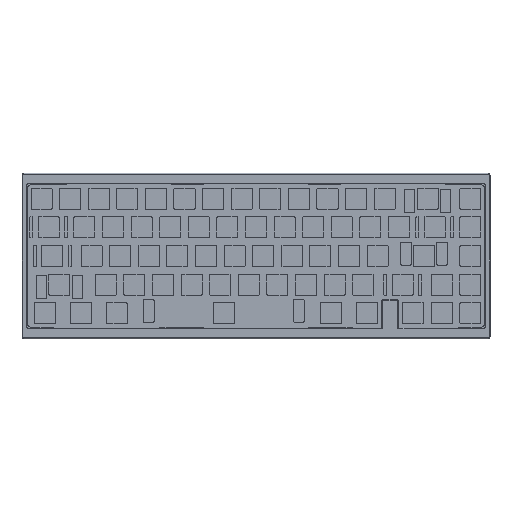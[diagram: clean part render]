
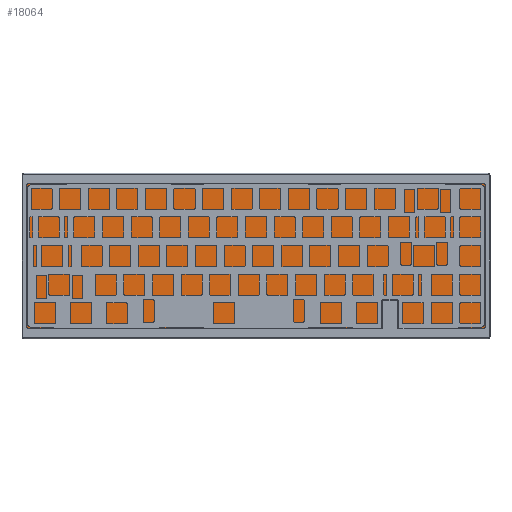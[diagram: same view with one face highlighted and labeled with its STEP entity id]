
A CAD part, top view. The second image highlights one B-rep face of the part: STEP entity #18064.
In plain terms, the highlighted planar face has unit normal (0, 0, 1).
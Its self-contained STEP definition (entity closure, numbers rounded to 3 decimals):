
#280=PLANE('',#19063);
#751=FACE_OUTER_BOUND('',#1706,.T.);
#1706=EDGE_LOOP('',(#12067,#12068,#12069,#12070,#12071,#12072,#12073,#12074,
#12075,#12076,#12077,#12078,#12079,#12080));
#2866=LINE('',#26615,#4690);
#2870=LINE('',#26629,#4694);
#2871=LINE('',#26633,#4695);
#2872=LINE('',#26637,#4696);
#2873=LINE('',#26641,#4697);
#2874=LINE('',#26645,#4698);
#4690=VECTOR('',#20977,10.);
#4694=VECTOR('',#20991,10.);
#4695=VECTOR('',#20994,10.);
#4696=VECTOR('',#20997,10.);
#4697=VECTOR('',#21000,10.);
#4698=VECTOR('',#21003,10.);
#6512=CIRCLE('',#19057,1.);
#6514=CIRCLE('',#19061,1.);
#6516=CIRCLE('',#19064,1.);
#6517=CIRCLE('',#19065,1.75);
#6518=CIRCLE('',#19066,1.75);
#6519=CIRCLE('',#19067,1.75);
#6520=CIRCLE('',#19068,1.75);
#6521=CIRCLE('',#19069,1.);
#7444=VERTEX_POINT('',#26605);
#7445=VERTEX_POINT('',#26606);
#7448=VERTEX_POINT('',#26614);
#7450=VERTEX_POINT('',#26620);
#7452=VERTEX_POINT('',#26626);
#7453=VERTEX_POINT('',#26628);
#7454=VERTEX_POINT('',#26630);
#7455=VERTEX_POINT('',#26632);
#7456=VERTEX_POINT('',#26634);
#7457=VERTEX_POINT('',#26636);
#7458=VERTEX_POINT('',#26638);
#7459=VERTEX_POINT('',#26640);
#7460=VERTEX_POINT('',#26642);
#7461=VERTEX_POINT('',#26644);
#9285=EDGE_CURVE('',#7444,#7445,#6512,.T.);
#9289=EDGE_CURVE('',#7448,#7444,#2866,.T.);
#9292=EDGE_CURVE('',#7450,#7448,#6514,.T.);
#9295=EDGE_CURVE('',#7452,#7445,#6516,.F.);
#9296=EDGE_CURVE('',#7453,#7452,#2870,.T.);
#9297=EDGE_CURVE('',#7453,#7454,#6517,.T.);
#9298=EDGE_CURVE('',#7455,#7454,#2871,.T.);
#9299=EDGE_CURVE('',#7455,#7456,#6518,.T.);
#9300=EDGE_CURVE('',#7457,#7456,#2872,.T.);
#9301=EDGE_CURVE('',#7457,#7458,#6519,.T.);
#9302=EDGE_CURVE('',#7459,#7458,#2873,.T.);
#9303=EDGE_CURVE('',#7459,#7460,#6520,.T.);
#9304=EDGE_CURVE('',#7461,#7460,#2874,.T.);
#9305=EDGE_CURVE('',#7450,#7461,#6521,.F.);
#12067=ORIENTED_EDGE('',*,*,#9292,.T.);
#12068=ORIENTED_EDGE('',*,*,#9289,.T.);
#12069=ORIENTED_EDGE('',*,*,#9285,.T.);
#12070=ORIENTED_EDGE('',*,*,#9295,.F.);
#12071=ORIENTED_EDGE('',*,*,#9296,.F.);
#12072=ORIENTED_EDGE('',*,*,#9297,.T.);
#12073=ORIENTED_EDGE('',*,*,#9298,.F.);
#12074=ORIENTED_EDGE('',*,*,#9299,.T.);
#12075=ORIENTED_EDGE('',*,*,#9300,.F.);
#12076=ORIENTED_EDGE('',*,*,#9301,.T.);
#12077=ORIENTED_EDGE('',*,*,#9302,.F.);
#12078=ORIENTED_EDGE('',*,*,#9303,.T.);
#12079=ORIENTED_EDGE('',*,*,#9304,.F.);
#12080=ORIENTED_EDGE('',*,*,#9305,.F.);
#18064=ADVANCED_FACE('',(#751),#280,.T.);
#19057=AXIS2_PLACEMENT_3D('',#26607,#20969,#20970);
#19061=AXIS2_PLACEMENT_3D('',#26621,#20982,#20983);
#19063=AXIS2_PLACEMENT_3D('',#26625,#20987,#20988);
#19064=AXIS2_PLACEMENT_3D('',#26627,#20989,#20990);
#19065=AXIS2_PLACEMENT_3D('',#26631,#20992,#20993);
#19066=AXIS2_PLACEMENT_3D('',#26635,#20995,#20996);
#19067=AXIS2_PLACEMENT_3D('',#26639,#20998,#20999);
#19068=AXIS2_PLACEMENT_3D('',#26643,#21001,#21002);
#19069=AXIS2_PLACEMENT_3D('',#26646,#21004,#21005);
#20969=DIRECTION('center_axis',(0.,0.,-1.));
#20970=DIRECTION('ref_axis',(-1.,0.,0.));
#20977=DIRECTION('',(-1.,0.,0.));
#20982=DIRECTION('center_axis',(0.,0.,-1.));
#20983=DIRECTION('ref_axis',(0.,-1.,0.));
#20987=DIRECTION('center_axis',(0.,0.,1.));
#20988=DIRECTION('ref_axis',(1.,0.,0.));
#20989=DIRECTION('center_axis',(0.,0.,-1.));
#20990=DIRECTION('ref_axis',(0.707,-0.707,0.));
#20991=DIRECTION('',(1.,0.,0.));
#20992=DIRECTION('center_axis',(0.,0.,1.));
#20993=DIRECTION('ref_axis',(-0.707,0.707,0.));
#20994=DIRECTION('',(0.,1.,0.));
#20995=DIRECTION('center_axis',(0.,0.,1.));
#20996=DIRECTION('ref_axis',(-0.707,-0.707,0.));
#20997=DIRECTION('',(-1.,0.,0.));
#20998=DIRECTION('center_axis',(0.,0.,1.));
#20999=DIRECTION('ref_axis',(0.707,-0.707,0.));
#21000=DIRECTION('',(0.,-1.,0.));
#21001=DIRECTION('center_axis',(0.,0.,1.));
#21002=DIRECTION('ref_axis',(0.707,0.707,0.));
#21003=DIRECTION('',(1.,0.,0.));
#21004=DIRECTION('center_axis',(0.,0.,-1.));
#21005=DIRECTION('ref_axis',(-0.707,-0.707,0.));
#26605=CARTESIAN_POINT('',(14.391,0.475,-9.6));
#26606=CARTESIAN_POINT('',(13.391,1.475,-9.6));
#26607=CARTESIAN_POINT('Origin',(14.391,1.475,-9.6));
#26614=CARTESIAN_POINT('',(23.709,0.475,-9.6));
#26615=CARTESIAN_POINT('',(88.055,0.475,-9.6));
#26620=CARTESIAN_POINT('',(24.709,1.475,-9.6));
#26621=CARTESIAN_POINT('Origin',(23.709,1.475,-9.6));
#26625=CARTESIAN_POINT('Origin',(152.4,-47.625,-9.6));
#26626=CARTESIAN_POINT('',(12.391,0.475,-9.6));
#26627=CARTESIAN_POINT('Origin',(12.391,1.475,-9.6));
#26628=CARTESIAN_POINT('',(1.275,0.475,-9.6));
#26629=CARTESIAN_POINT('',(286.275,0.475,-9.6));
#26630=CARTESIAN_POINT('',(-0.475,-1.275,-9.6));
#26631=CARTESIAN_POINT('Origin',(1.275,-1.275,-9.6));
#26632=CARTESIAN_POINT('',(-0.475,-93.975,-9.6));
#26633=CARTESIAN_POINT('',(-0.475,0.475,-9.6));
#26634=CARTESIAN_POINT('',(1.275,-95.725,-9.6));
#26635=CARTESIAN_POINT('Origin',(1.275,-93.975,-9.6));
#26636=CARTESIAN_POINT('',(303.525,-95.725,-9.6));
#26637=CARTESIAN_POINT('',(-0.475,-95.725,-9.6));
#26638=CARTESIAN_POINT('',(305.275,-93.975,-9.6));
#26639=CARTESIAN_POINT('Origin',(303.525,-93.975,-9.6));
#26640=CARTESIAN_POINT('',(305.275,-1.275,-9.6));
#26641=CARTESIAN_POINT('',(305.275,0.475,-9.6));
#26642=CARTESIAN_POINT('',(303.525,0.475,-9.6));
#26643=CARTESIAN_POINT('Origin',(303.525,-1.275,-9.6));
#26644=CARTESIAN_POINT('',(25.709,0.475,-9.6));
#26645=CARTESIAN_POINT('',(286.275,0.475,-9.6));
#26646=CARTESIAN_POINT('Origin',(25.709,1.475,-9.6));
